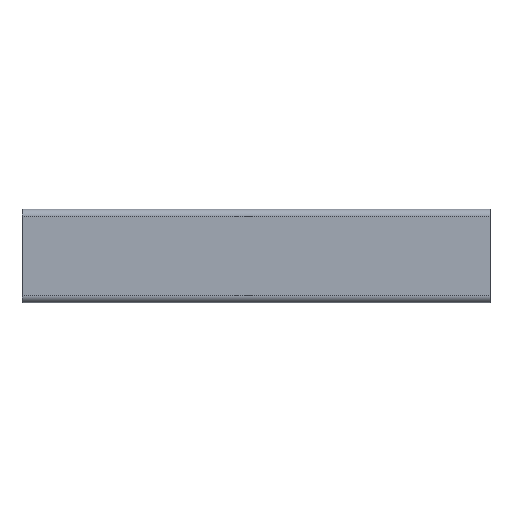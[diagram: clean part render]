
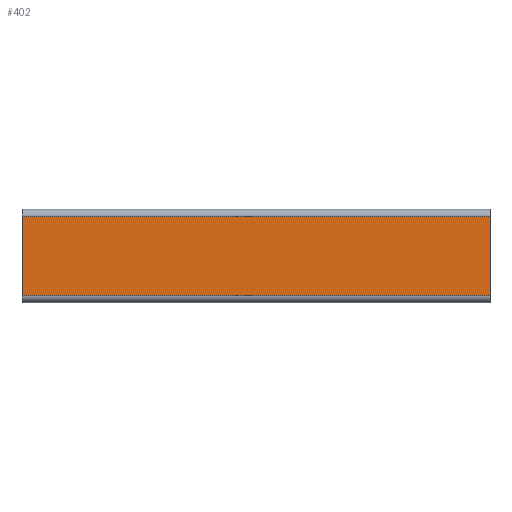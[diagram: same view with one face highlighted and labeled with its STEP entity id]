
A CAD part, left-side view. The second image highlights one B-rep face of the part: STEP entity #402.
In plain terms, the highlighted planar face has unit normal (-1, 0, 0).
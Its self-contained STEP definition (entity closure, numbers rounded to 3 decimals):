
#402 = ADVANCED_FACE( '', ( #833 ), #834, .T. );
#833 = FACE_OUTER_BOUND( '', #1284, .T. );
#834 = PLANE( '', #1285 );
#1284 = EDGE_LOOP( '', ( #2583, #2584, #2585, #2586 ) );
#1285 = AXIS2_PLACEMENT_3D( '', #2587, #2588, #2589 );
#2583 = ORIENTED_EDGE( '', *, *, #3092, .F. );
#2584 = ORIENTED_EDGE( '', *, *, #3367, .F. );
#2585 = ORIENTED_EDGE( '', *, *, #3282, .T. );
#2586 = ORIENTED_EDGE( '', *, *, #2844, .T. );
#2587 = CARTESIAN_POINT( '', ( -10., 100., 8.5 ) );
#2588 = DIRECTION( '', ( -1., 0., 0. ) );
#2589 = DIRECTION( '', ( 0., 0., 1. ) );
#2844 = EDGE_CURVE( '', #3440, #3437, #3441, .T. );
#3092 = EDGE_CURVE( '', #3864, #3437, #3866, .T. );
#3282 = EDGE_CURVE( '', #4143, #3440, #4144, .T. );
#3367 = EDGE_CURVE( '', #4143, #3864, #4233, .T. );
#3437 = VERTEX_POINT( '', #4317 );
#3440 = VERTEX_POINT( '', #4320 );
#3441 = LINE( '', #4321, #4322 );
#3864 = VERTEX_POINT( '', #4872 );
#3866 = LINE( '', #4874, #4875 );
#4143 = VERTEX_POINT( '', #5240 );
#4144 = LINE( '', #5241, #5242 );
#4233 = LINE( '', #5367, #5368 );
#4317 = CARTESIAN_POINT( '', ( -10., 0., -8.5 ) );
#4320 = CARTESIAN_POINT( '', ( -10., 100., -8.5 ) );
#4321 = CARTESIAN_POINT( '', ( -10., 100., -8.5 ) );
#4322 = VECTOR( '', #5427, 1000. );
#4872 = CARTESIAN_POINT( '', ( -10., 0., 8.5 ) );
#4874 = CARTESIAN_POINT( '', ( -10., 0., 8.5 ) );
#4875 = VECTOR( '', #5780, 1000. );
#5240 = CARTESIAN_POINT( '', ( -10., 100., 8.5 ) );
#5241 = CARTESIAN_POINT( '', ( -10., 100., 8.5 ) );
#5242 = VECTOR( '', #6100, 1000. );
#5367 = CARTESIAN_POINT( '', ( -10., 100., 8.5 ) );
#5368 = VECTOR( '', #6152, 1000. );
#5427 = DIRECTION( '', ( 0., -1., 0. ) );
#5780 = DIRECTION( '', ( 0., 0., -1. ) );
#6100 = DIRECTION( '', ( 0., 0., -1. ) );
#6152 = DIRECTION( '', ( 0., -1., 0. ) );
